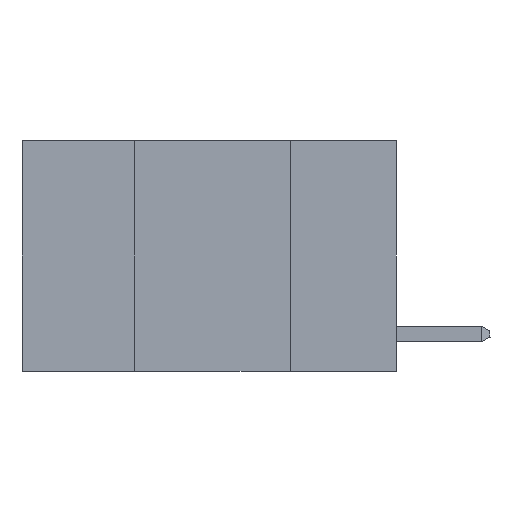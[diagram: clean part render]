
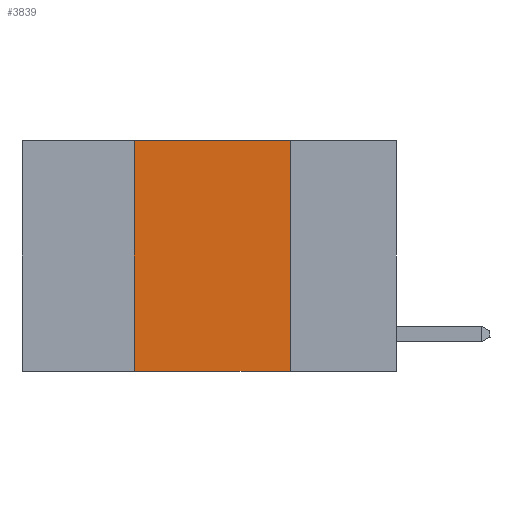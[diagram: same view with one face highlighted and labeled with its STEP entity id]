
A CAD part, left-side view. The second image highlights one B-rep face of the part: STEP entity #3839.
In plain terms, the highlighted planar face has unit normal (-1, 0, 0).
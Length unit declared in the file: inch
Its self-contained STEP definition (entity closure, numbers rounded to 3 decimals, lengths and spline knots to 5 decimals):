
#453 = PLANE ( 'NONE',  #19851 ) ;
#571 = DIRECTION ( 'NONE',  ( 1., 0., 0. ) ) ;
#1259 = EDGE_CURVE ( 'NONE', #12862, #3050, #5196, .T. ) ;
#1716 = CARTESIAN_POINT ( 'NONE',  ( 0., 0.42, 0. ) ) ;
#2111 = VECTOR ( 'NONE', #5179, 39.37008 ) ;
#3050 = VERTEX_POINT ( 'NONE', #15328 ) ;
#3055 = VERTEX_POINT ( 'NONE', #21050 ) ;
#3222 = CARTESIAN_POINT ( 'NONE',  ( 0., 0.17, 0. ) ) ;
#3839 = ADVANCED_FACE ( 'NONE', ( #10011 ), #453, .F. ) ;
#4154 = EDGE_LOOP ( 'NONE', ( #22077, #21374, #10317, #4237 ) ) ;
#4237 = ORIENTED_EDGE ( 'NONE', *, *, #20987, .T. ) ;
#5179 = DIRECTION ( 'NONE',  ( 0., 0., 1. ) ) ;
#5196 = LINE ( 'NONE', #3222, #14093 ) ;
#8042 = DIRECTION ( 'NONE',  ( 0., -1., 0. ) ) ;
#9016 = DIRECTION ( 'NONE',  ( 0., 0., -1. ) ) ;
#9634 = VECTOR ( 'NONE', #8042, 39.37008 ) ;
#10011 = FACE_OUTER_BOUND ( 'NONE', #4154, .T. ) ;
#10023 = EDGE_CURVE ( 'NONE', #18675, #12862, #14560, .T. ) ;
#10317 = ORIENTED_EDGE ( 'NONE', *, *, #22234, .F. ) ;
#10759 = CARTESIAN_POINT ( 'NONE',  ( 0., 0.42, 0. ) ) ;
#12862 = VERTEX_POINT ( 'NONE', #14017 ) ;
#14017 = CARTESIAN_POINT ( 'NONE',  ( 0., 0.17, 0. ) ) ;
#14055 = DIRECTION ( 'NONE',  ( 0., -1., 0. ) ) ;
#14093 = VECTOR ( 'NONE', #9016, 39.37008 ) ;
#14560 = LINE ( 'NONE', #18252, #19752 ) ;
#15328 = CARTESIAN_POINT ( 'NONE',  ( 0., 0.17, -0.37 ) ) ;
#15846 = CARTESIAN_POINT ( 'NONE',  ( 0., 0.6, -0.37 ) ) ;
#17465 = LINE ( 'NONE', #15846, #9634 ) ;
#18252 = CARTESIAN_POINT ( 'NONE',  ( 0., 0.6, 0. ) ) ;
#18675 = VERTEX_POINT ( 'NONE', #1716 ) ;
#19752 = VECTOR ( 'NONE', #14055, 39.37008 ) ;
#19851 = AXIS2_PLACEMENT_3D ( 'NONE', #19959, #571, #23532 ) ;
#19959 = CARTESIAN_POINT ( 'NONE',  ( 0., 0.6, 0. ) ) ;
#20987 = EDGE_CURVE ( 'NONE', #3055, #3050, #17465, .T. ) ;
#21050 = CARTESIAN_POINT ( 'NONE',  ( 0., 0.42, -0.37 ) ) ;
#21374 = ORIENTED_EDGE ( 'NONE', *, *, #10023, .F. ) ;
#22077 = ORIENTED_EDGE ( 'NONE', *, *, #1259, .F. ) ;
#22207 = LINE ( 'NONE', #10759, #2111 ) ;
#22234 = EDGE_CURVE ( 'NONE', #3055, #18675, #22207, .T. ) ;
#23532 = DIRECTION ( 'NONE',  ( 0., 0., -1. ) ) ;
